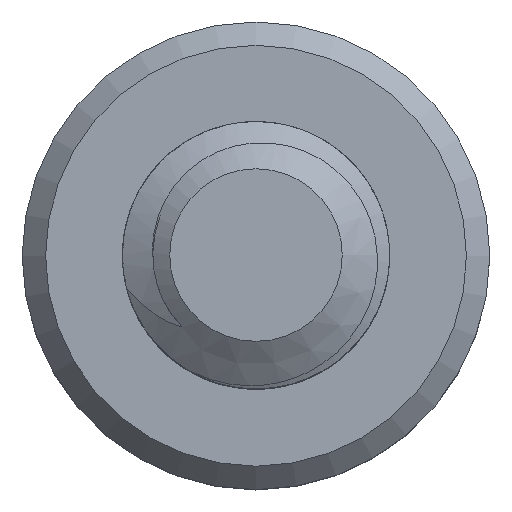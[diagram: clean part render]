
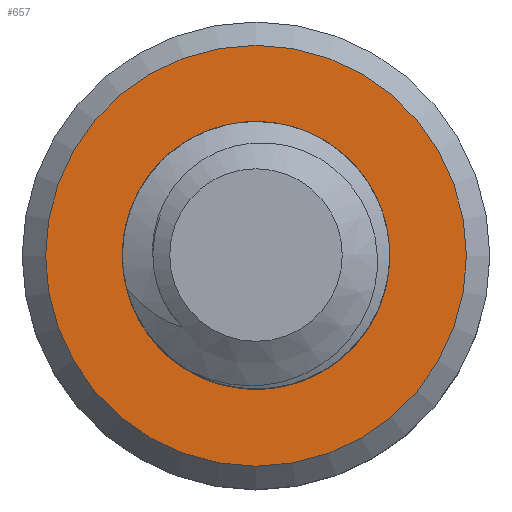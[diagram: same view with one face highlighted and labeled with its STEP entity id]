
A CAD part, top view. The second image highlights one B-rep face of the part: STEP entity #657.
In plain terms, the highlighted planar face has unit normal (0, 0, 1).
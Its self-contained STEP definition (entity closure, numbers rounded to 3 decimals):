
#16=FACE_BOUND('',#113,.T.);
#19=PLANE('',#735);
#71=FACE_OUTER_BOUND('',#112,.T.);
#112=EDGE_LOOP('',(#565,#566));
#113=EDGE_LOOP('',(#567,#568,#569,#570));
#126=CIRCLE('',#691,2.);
#130=CIRCLE('',#711,3.15);
#131=CIRCLE('',#712,3.15);
#140=CIRCLE('',#726,1.545);
#185=B_SPLINE_CURVE_WITH_KNOTS('',3,(#4465,#4466,#4467,#4468,#4469,#4470,
#4471,#4472,#4473,#4474,#4475,#4476,#4477,#4478,#4479,#4480,#4481,#4482,
#4483,#4484,#4485,#4486,#4487,#4488,#4489,#4490,#4491,#4492,#4493,#4494,
#4495,#4496,#4497,#4498,#4499,#4500,#4501,#4502,#4503,#4504,#4505,#4506,
#4507,#4508,#4509,#4510,#4511,#4512,#4513,#4514,#4515,#4516),
 .UNSPECIFIED.,.F.,.F.,(4,3,3,3,3,3,3,3,3,3,3,3,3,3,3,3,3,4),(0.,0.041,
0.066,0.078,0.081,0.09,
0.095,0.098,0.119,0.133,
0.148,0.156,0.16,0.162,
0.164,0.179,0.182,0.195),
 .UNSPECIFIED.);
#186=B_SPLINE_CURVE_WITH_KNOTS('',3,(#4783,#4784,#4785,#4786,#4787,#4788,
#4789,#4790,#4791,#4792,#4793,#4794,#4795,#4796,#4797,#4798,#4799,#4800,
#4801,#4802,#4803,#4804,#4805,#4806,#4807,#4808,#4809,#4810,#4811,#4812,
#4813,#4814,#4815,#4816,#4817,#4818,#4819,#4820,#4821,#4822,#4823,#4824,
#4825,#4826,#4827,#4828,#4829,#4830,#4831,#4832,#4833,#4834),
 .UNSPECIFIED.,.F.,.F.,(4,3,3,3,3,3,3,3,3,3,3,3,3,3,3,3,3,4),(0.,0.045,
0.081,0.098,0.11,0.117,
0.139,0.151,0.22,0.263,
0.309,0.323,0.336,0.354,
0.384,0.397,0.437,0.467),
 .UNSPECIFIED.);
#253=VERTEX_POINT('',#903);
#254=VERTEX_POINT('',#983);
#289=VERTEX_POINT('',#3880);
#290=VERTEX_POINT('',#3882);
#302=VERTEX_POINT('',#4041);
#303=VERTEX_POINT('',#4115);
#316=EDGE_CURVE('',#253,#254,#126,.T.);
#367=EDGE_CURVE('',#290,#289,#130,.T.);
#368=EDGE_CURVE('',#289,#290,#131,.T.);
#385=EDGE_CURVE('',#303,#302,#140,.T.);
#389=EDGE_CURVE('',#302,#254,#185,.T.);
#390=EDGE_CURVE('',#253,#303,#186,.T.);
#565=ORIENTED_EDGE('',*,*,#367,.T.);
#566=ORIENTED_EDGE('',*,*,#368,.T.);
#567=ORIENTED_EDGE('',*,*,#316,.F.);
#568=ORIENTED_EDGE('',*,*,#390,.T.);
#569=ORIENTED_EDGE('',*,*,#385,.T.);
#570=ORIENTED_EDGE('',*,*,#389,.T.);
#657=ADVANCED_FACE('',(#71,#16),#19,.F.);
#691=AXIS2_PLACEMENT_3D('',#984,#753,#754);
#711=AXIS2_PLACEMENT_3D('',#3883,#809,#810);
#712=AXIS2_PLACEMENT_3D('',#3884,#811,#812);
#726=AXIS2_PLACEMENT_3D('',#4116,#842,#843);
#735=AXIS2_PLACEMENT_3D('',#4846,#860,#861);
#753=DIRECTION('center_axis',(0.,0.,1.));
#754=DIRECTION('ref_axis',(1.,0.,0.));
#809=DIRECTION('center_axis',(0.,0.,1.));
#810=DIRECTION('ref_axis',(-1.,0.,0.));
#811=DIRECTION('center_axis',(0.,0.,1.));
#812=DIRECTION('ref_axis',(-1.,0.,0.));
#842=DIRECTION('center_axis',(0.,0.,-1.));
#843=DIRECTION('ref_axis',(1.,0.,0.));
#860=DIRECTION('center_axis',(0.,0.,-1.));
#861=DIRECTION('ref_axis',(-1.,0.,0.));
#903=CARTESIAN_POINT('',(-0.874,-1.799,-6.));
#983=CARTESIAN_POINT('',(0.675,-1.883,-6.));
#984=CARTESIAN_POINT('Origin',(0.,0.,-6.));
#3880=CARTESIAN_POINT('',(3.15,0.,-6.));
#3882=CARTESIAN_POINT('',(-3.15,0.,-6.));
#3883=CARTESIAN_POINT('Origin',(0.,0.,-6.));
#3884=CARTESIAN_POINT('Origin',(0.,0.,-6.));
#4041=CARTESIAN_POINT('',(0.675,1.39,-6.));
#4115=CARTESIAN_POINT('',(-0.521,1.455,-6.));
#4116=CARTESIAN_POINT('Origin',(0.,0.,-6.));
#4465=CARTESIAN_POINT('Ctrl Pts',(0.675,1.39,-6.));
#4466=CARTESIAN_POINT('Ctrl Pts',(0.806,1.346,-6.));
#4467=CARTESIAN_POINT('Ctrl Pts',(0.931,1.285,-6.));
#4468=CARTESIAN_POINT('Ctrl Pts',(1.045,1.208,-6.));
#4469=CARTESIAN_POINT('Ctrl Pts',(1.113,1.163,-6.));
#4470=CARTESIAN_POINT('Ctrl Pts',(1.177,1.113,-6.));
#4471=CARTESIAN_POINT('Ctrl Pts',(1.236,1.058,-6.));
#4472=CARTESIAN_POINT('Ctrl Pts',(1.266,1.03,-6.));
#4473=CARTESIAN_POINT('Ctrl Pts',(1.295,1.002,-6.));
#4474=CARTESIAN_POINT('Ctrl Pts',(1.322,0.972,-6.));
#4475=CARTESIAN_POINT('Ctrl Pts',(1.329,0.964,-6.));
#4476=CARTESIAN_POINT('Ctrl Pts',(1.336,0.957,-6.));
#4477=CARTESIAN_POINT('Ctrl Pts',(1.344,0.948,-6.));
#4478=CARTESIAN_POINT('Ctrl Pts',(1.368,0.921,-6.));
#4479=CARTESIAN_POINT('Ctrl Pts',(1.401,0.882,-6.));
#4480=CARTESIAN_POINT('Ctrl Pts',(1.438,0.83,-6.));
#4481=CARTESIAN_POINT('Ctrl Pts',(1.458,0.803,-6.));
#4482=CARTESIAN_POINT('Ctrl Pts',(1.48,0.771,-6.));
#4483=CARTESIAN_POINT('Ctrl Pts',(1.502,0.737,-6.));
#4484=CARTESIAN_POINT('Ctrl Pts',(1.514,0.717,-6.));
#4485=CARTESIAN_POINT('Ctrl Pts',(1.527,0.696,-6.));
#4486=CARTESIAN_POINT('Ctrl Pts',(1.539,0.676,-6.));
#4487=CARTESIAN_POINT('Ctrl Pts',(1.628,0.521,-6.));
#4488=CARTESIAN_POINT('Ctrl Pts',(1.693,0.353,-6.));
#4489=CARTESIAN_POINT('Ctrl Pts',(1.732,0.179,-6.));
#4490=CARTESIAN_POINT('Ctrl Pts',(1.758,0.059,-6.));
#4491=CARTESIAN_POINT('Ctrl Pts',(1.772,-0.063,
-6.));
#4492=CARTESIAN_POINT('Ctrl Pts',(1.773,-0.187,-6.));
#4493=CARTESIAN_POINT('Ctrl Pts',(1.774,-0.307,-6.));
#4494=CARTESIAN_POINT('Ctrl Pts',(1.763,-0.427,-6.));
#4495=CARTESIAN_POINT('Ctrl Pts',(1.739,-0.544,-6.));
#4496=CARTESIAN_POINT('Ctrl Pts',(1.726,-0.611,-6.));
#4497=CARTESIAN_POINT('Ctrl Pts',(1.709,-0.676,-6.));
#4498=CARTESIAN_POINT('Ctrl Pts',(1.688,-0.741,-6.));
#4499=CARTESIAN_POINT('Ctrl Pts',(1.676,-0.775,-6.));
#4500=CARTESIAN_POINT('Ctrl Pts',(1.664,-0.809,-6.));
#4501=CARTESIAN_POINT('Ctrl Pts',(1.651,-0.843,-6.));
#4502=CARTESIAN_POINT('Ctrl Pts',(1.644,-0.861,-6.));
#4503=CARTESIAN_POINT('Ctrl Pts',(1.637,-0.878,-6.));
#4504=CARTESIAN_POINT('Ctrl Pts',(1.63,-0.894,-6.));
#4505=CARTESIAN_POINT('Ctrl Pts',(1.625,-0.906,-6.));
#4506=CARTESIAN_POINT('Ctrl Pts',(1.619,-0.919,-6.));
#4507=CARTESIAN_POINT('Ctrl Pts',(1.613,-0.931,-6.));
#4508=CARTESIAN_POINT('Ctrl Pts',(1.553,-1.064,-6.));
#4509=CARTESIAN_POINT('Ctrl Pts',(1.451,-1.247,-6.));
#4510=CARTESIAN_POINT('Ctrl Pts',(1.281,-1.433,-6.));
#4511=CARTESIAN_POINT('Ctrl Pts',(1.258,-1.459,-6.));
#4512=CARTESIAN_POINT('Ctrl Pts',(1.234,-1.484,-6.));
#4513=CARTESIAN_POINT('Ctrl Pts',(1.209,-1.508,-6.));
#4514=CARTESIAN_POINT('Ctrl Pts',(1.054,-1.662,-6.));
#4515=CARTESIAN_POINT('Ctrl Pts',(0.873,-1.789,-6.));
#4516=CARTESIAN_POINT('Ctrl Pts',(0.675,-1.883,-6.));
#4783=CARTESIAN_POINT('Ctrl Pts',(-0.874,-1.799,
-6.));
#4784=CARTESIAN_POINT('Ctrl Pts',(-1.001,-1.72,-6.));
#4785=CARTESIAN_POINT('Ctrl Pts',(-1.12,-1.627,-6.));
#4786=CARTESIAN_POINT('Ctrl Pts',(-1.226,-1.522,-6.));
#4787=CARTESIAN_POINT('Ctrl Pts',(-1.311,-1.438,-6.));
#4788=CARTESIAN_POINT('Ctrl Pts',(-1.389,-1.346,-6.));
#4789=CARTESIAN_POINT('Ctrl Pts',(-1.457,-1.248,-6.));
#4790=CARTESIAN_POINT('Ctrl Pts',(-1.49,-1.201,-6.));
#4791=CARTESIAN_POINT('Ctrl Pts',(-1.521,-1.153,-6.));
#4792=CARTESIAN_POINT('Ctrl Pts',(-1.549,-1.103,-6.));
#4793=CARTESIAN_POINT('Ctrl Pts',(-1.569,-1.068,-6.));
#4794=CARTESIAN_POINT('Ctrl Pts',(-1.588,-1.032,-6.));
#4795=CARTESIAN_POINT('Ctrl Pts',(-1.605,-0.998,
-6.));
#4796=CARTESIAN_POINT('Ctrl Pts',(-1.615,-0.979,
-6.));
#4797=CARTESIAN_POINT('Ctrl Pts',(-1.624,-0.961,-6.));
#4798=CARTESIAN_POINT('Ctrl Pts',(-1.632,-0.942,
-6.));
#4799=CARTESIAN_POINT('Ctrl Pts',(-1.66,-0.881,
-6.));
#4800=CARTESIAN_POINT('Ctrl Pts',(-1.683,-0.822,
-6.));
#4801=CARTESIAN_POINT('Ctrl Pts',(-1.702,-0.767,
-6.));
#4802=CARTESIAN_POINT('Ctrl Pts',(-1.712,-0.736,
-6.));
#4803=CARTESIAN_POINT('Ctrl Pts',(-1.721,-0.707,
-6.));
#4804=CARTESIAN_POINT('Ctrl Pts',(-1.729,-0.677,
-6.));
#4805=CARTESIAN_POINT('Ctrl Pts',(-1.778,-0.504,
-6.));
#4806=CARTESIAN_POINT('Ctrl Pts',(-1.799,-0.325,-6.));
#4807=CARTESIAN_POINT('Ctrl Pts',(-1.794,-0.146,
-6.));
#4808=CARTESIAN_POINT('Ctrl Pts',(-1.791,-0.035,
-6.));
#4809=CARTESIAN_POINT('Ctrl Pts',(-1.777,0.077,-6.));
#4810=CARTESIAN_POINT('Ctrl Pts',(-1.752,0.186,-6.));
#4811=CARTESIAN_POINT('Ctrl Pts',(-1.727,0.3,-6.));
#4812=CARTESIAN_POINT('Ctrl Pts',(-1.69,0.412,-6.));
#4813=CARTESIAN_POINT('Ctrl Pts',(-1.642,0.519,-6.));
#4814=CARTESIAN_POINT('Ctrl Pts',(-1.628,0.553,-6.));
#4815=CARTESIAN_POINT('Ctrl Pts',(-1.612,0.586,-6.));
#4816=CARTESIAN_POINT('Ctrl Pts',(-1.595,0.618,-6.));
#4817=CARTESIAN_POINT('Ctrl Pts',(-1.58,0.647,-6.));
#4818=CARTESIAN_POINT('Ctrl Pts',(-1.564,0.676,-6.));
#4819=CARTESIAN_POINT('Ctrl Pts',(-1.546,0.705,-6.));
#4820=CARTESIAN_POINT('Ctrl Pts',(-1.52,0.75,-6.));
#4821=CARTESIAN_POINT('Ctrl Pts',(-1.49,0.796,-6.));
#4822=CARTESIAN_POINT('Ctrl Pts',(-1.457,0.841,-6.));
#4823=CARTESIAN_POINT('Ctrl Pts',(-1.405,0.913,-6.));
#4824=CARTESIAN_POINT('Ctrl Pts',(-1.344,0.984,-6.));
#4825=CARTESIAN_POINT('Ctrl Pts',(-1.273,1.053,-6.));
#4826=CARTESIAN_POINT('Ctrl Pts',(-1.242,1.082,-6.));
#4827=CARTESIAN_POINT('Ctrl Pts',(-1.21,1.111,-6.));
#4828=CARTESIAN_POINT('Ctrl Pts',(-1.175,1.139,-6.));
#4829=CARTESIAN_POINT('Ctrl Pts',(-1.068,1.227,-6.));
#4830=CARTESIAN_POINT('Ctrl Pts',(-0.949,1.3,-6.));
#4831=CARTESIAN_POINT('Ctrl Pts',(-0.822,1.356,-6.));
#4832=CARTESIAN_POINT('Ctrl Pts',(-0.725,1.399,-6.));
#4833=CARTESIAN_POINT('Ctrl Pts',(-0.625,1.432,-6.));
#4834=CARTESIAN_POINT('Ctrl Pts',(-0.521,1.455,-6.));
#4846=CARTESIAN_POINT('Origin',(0.,0.,-6.));
